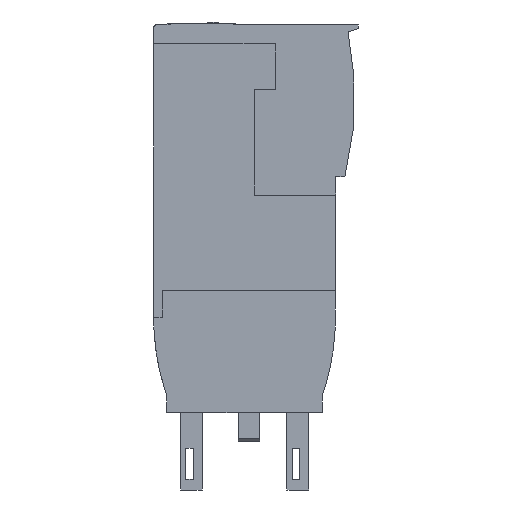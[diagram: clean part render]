
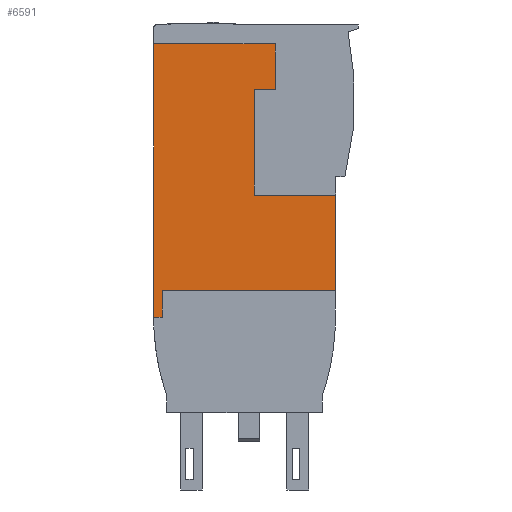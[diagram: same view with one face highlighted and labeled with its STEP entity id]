
A CAD part, left-side view. The second image highlights one B-rep face of the part: STEP entity #6591.
In plain terms, the highlighted planar face has unit normal (-1, 0, 0).
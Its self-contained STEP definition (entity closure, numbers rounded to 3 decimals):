
#6591=ADVANCED_FACE('',(#16169),#16170,.F.);
#6665=VERTEX_POINT('',#16260);
#6667=VERTEX_POINT('',#16262);
#6669=EDGE_CURVE('',#6665,#6667,#16264,.T.);
#6743=VERTEX_POINT('',#16338);
#6749=VERTEX_POINT('',#16344);
#6751=EDGE_CURVE('',#6743,#6749,#16346,.T.);
#7931=VERTEX_POINT('',#17526);
#7933=EDGE_CURVE('',#6665,#7931,#17528,.T.);
#7941=EDGE_CURVE('',#7931,#6749,#17536,.T.);
#8017=VERTEX_POINT('',#17612);
#8019=VERTEX_POINT('',#17614);
#8021=EDGE_CURVE('',#8017,#8019,#17616,.T.);
#8033=VERTEX_POINT('',#17628);
#8035=EDGE_CURVE('',#8019,#8033,#17630,.T.);
#8043=VERTEX_POINT('',#17638);
#8045=EDGE_CURVE('',#8033,#8043,#17640,.T.);
#8425=VERTEX_POINT('',#18020);
#8429=EDGE_CURVE('',#8425,#6743,#18024,.T.);
#13011=VERTEX_POINT('',#22606);
#13015=EDGE_CURVE('',#13011,#8425,#22610,.T.);
#13017=EDGE_CURVE('',#8043,#13011,#22612,.T.);
#13023=EDGE_CURVE('',#6667,#8017,#22618,.T.);
#16169=FACE_OUTER_BOUND('',#26074,.T.);
#16170=PLANE('',#26075);
#16260=CARTESIAN_POINT('',(0.01,19.8,56.0));
#16262=CARTESIAN_POINT('',(0.01,4.35,56.0));
#16264=LINE('',#26252,#26253);
#16338=CARTESIAN_POINT('',(0.01,15.8,84.7));
#16344=CARTESIAN_POINT('',(0.01,15.8,76.0));
#16346=LINE('',#26378,#26379);
#17526=CARTESIAN_POINT('',(0.01,19.8,76.0));
#17528=LINE('',#28210,#28211);
#17536=LINE('',#28224,#28225);
#17612=CARTESIAN_POINT('',(0.01,4.35,37.9));
#17614=CARTESIAN_POINT('',(0.01,37.25,37.9));
#17616=LINE('',#28350,#28351);
#17628=CARTESIAN_POINT('',(0.01,37.25,32.8));
#17630=LINE('',#28372,#28373);
#17638=CARTESIAN_POINT('',(0.01,38.85,32.8));
#17640=LINE('',#28388,#28389);
#18020=CARTESIAN_POINT('',(0.01,38.84,84.7));
#18024=LINE('',#28990,#28991);
#22606=CARTESIAN_POINT('',(0.01,38.85,84.7));
#22610=LINE('',#36153,#36154);
#22612=LINE('',#36157,#36158);
#22618=LINE('',#36169,#36170);
#26074=EDGE_LOOP('',(#43910,#43911,#43912,#43913,#43914,#43915,#43916,#43917,#43918,#43919,#43920));
#26075=AXIS2_PLACEMENT_3D('',#43921,#43922,#43923);
#26252=CARTESIAN_POINT('',(0.01,4.35,56.0));
#26253=VECTOR('',#44070,1.0);
#26378=CARTESIAN_POINT('',(0.01,15.8,56.0));
#26379=VECTOR('',#44092,1.0);
#28210=CARTESIAN_POINT('',(0.01,19.8,57.48));
#28211=VECTOR('',#44562,1.0);
#28224=CARTESIAN_POINT('',(0.01,21.393,76.0));
#28225=VECTOR('',#44565,1.0);
#28350=CARTESIAN_POINT('',(0.01,37.25,37.9));
#28351=VECTOR('',#44588,1.0);
#28372=CARTESIAN_POINT('',(0.01,37.25,32.85));
#28373=VECTOR('',#44592,1.0);
#28388=CARTESIAN_POINT('',(0.01,37.35,32.8));
#28389=VECTOR('',#44595,1.0);
#28990=CARTESIAN_POINT('',(0.01,15.8,84.7));
#28991=VECTOR('',#44744,1.0);
#36153=CARTESIAN_POINT('',(0.01,15.8,84.7));
#36154=VECTOR('',#46616,1.0);
#36157=CARTESIAN_POINT('',(0.01,38.85,32.85));
#36158=VECTOR('',#46617,1.0);
#36169=CARTESIAN_POINT('',(0.01,4.35,37.9));
#36170=VECTOR('',#46620,1.0);
#43910=ORIENTED_EDGE('',*,*,#7941,.T.);
#43911=ORIENTED_EDGE('',*,*,#6751,.F.);
#43912=ORIENTED_EDGE('',*,*,#8429,.F.);
#43913=ORIENTED_EDGE('',*,*,#13015,.F.);
#43914=ORIENTED_EDGE('',*,*,#13017,.F.);
#43915=ORIENTED_EDGE('',*,*,#8045,.F.);
#43916=ORIENTED_EDGE('',*,*,#8035,.F.);
#43917=ORIENTED_EDGE('',*,*,#8021,.F.);
#43918=ORIENTED_EDGE('',*,*,#13023,.F.);
#43919=ORIENTED_EDGE('',*,*,#6669,.F.);
#43920=ORIENTED_EDGE('',*,*,#7933,.T.);
#43921=CARTESIAN_POINT('',(0.01,22.987,58.96));
#43922=DIRECTION('',(1.0,0.0,0.0));
#43923=DIRECTION('',(0.0,0.0,-1.0));
#44070=DIRECTION('',(0.0,-1.0,0.0));
#44092=DIRECTION('',(0.0,0.0,-1.0));
#44562=DIRECTION('',(0.0,0.0,1.0));
#44565=DIRECTION('',(0.0,-1.0,0.0));
#44588=DIRECTION('',(0.0,1.0,0.0));
#44592=DIRECTION('',(0.0,0.0,-1.0));
#44595=DIRECTION('',(0.0,1.0,0.0));
#44744=DIRECTION('',(0.0,-1.0,0.0));
#46616=DIRECTION('',(0.0,-1.0,0.0));
#46617=DIRECTION('',(0.0,0.0,1.0));
#46620=DIRECTION('',(0.0,0.0,-1.0));
